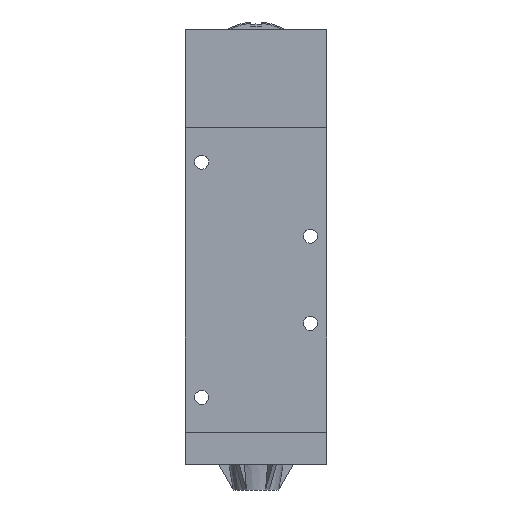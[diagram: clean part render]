
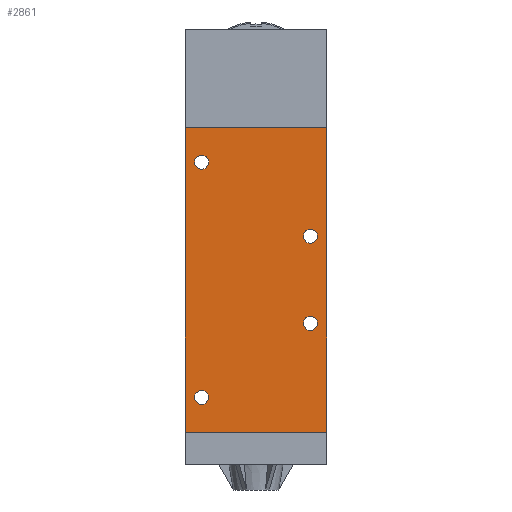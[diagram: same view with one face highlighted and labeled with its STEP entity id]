
A CAD part, front view. The second image highlights one B-rep face of the part: STEP entity #2861.
In plain terms, the highlighted planar face has unit normal (0, -1, 0).
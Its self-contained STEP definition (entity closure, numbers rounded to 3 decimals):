
#2138=CARTESIAN_POINT('',(-21.75,-22.5,54.0));
#2139=VERTEX_POINT('',#2138);
#2140=CARTESIAN_POINT('',(-25.0,-22.5,54.0));
#2141=DIRECTION('',(0.0,1.0,0.0));
#2142=DIRECTION('',(-1.0,0.0,0.0));
#2143=AXIS2_PLACEMENT_3D('',#2140,#2141,#2142);
#2144=CIRCLE('',#2143,3.25);
#2145=EDGE_CURVE('',#2139,#2139,#2144,.T.);
#2166=CARTESIAN_POINT('',(-21.75,-22.5,-54.0));
#2167=VERTEX_POINT('',#2166);
#2168=CARTESIAN_POINT('',(-25.0,-22.5,-54.0));
#2169=DIRECTION('',(0.0,1.0,0.0));
#2170=DIRECTION('',(-1.0,0.0,0.0));
#2171=AXIS2_PLACEMENT_3D('',#2168,#2169,#2170);
#2172=CIRCLE('',#2171,3.25);
#2173=EDGE_CURVE('',#2167,#2167,#2172,.T.);
#2194=CARTESIAN_POINT('',(28.25,-22.5,-20.0));
#2195=VERTEX_POINT('',#2194);
#2196=CARTESIAN_POINT('',(25.0,-22.5,-20.0));
#2197=DIRECTION('',(0.0,1.0,0.0));
#2198=DIRECTION('',(-1.0,0.0,0.0));
#2199=AXIS2_PLACEMENT_3D('',#2196,#2197,#2198);
#2200=CIRCLE('',#2199,3.25);
#2201=EDGE_CURVE('',#2195,#2195,#2200,.T.);
#2222=CARTESIAN_POINT('',(28.25,-22.5,20.0));
#2223=VERTEX_POINT('',#2222);
#2224=CARTESIAN_POINT('',(25.0,-22.5,20.0));
#2225=DIRECTION('',(0.0,1.0,0.0));
#2226=DIRECTION('',(-1.0,0.0,0.0));
#2227=AXIS2_PLACEMENT_3D('',#2224,#2225,#2226);
#2228=CIRCLE('',#2227,3.25);
#2229=EDGE_CURVE('',#2223,#2223,#2228,.T.);
#2747=CARTESIAN_POINT('',(-32.5,-22.5,-70.0));
#2748=VERTEX_POINT('',#2747);
#2763=CARTESIAN_POINT('',(32.5,-22.5,-70.0));
#2764=VERTEX_POINT('',#2763);
#2771=CARTESIAN_POINT('',(-32.5,-22.5,-70.0));
#2772=DIRECTION('',(1.0,0.0,0.0));
#2773=VECTOR('',#2772,65.0);
#2774=LINE('',#2771,#2773);
#2775=EDGE_CURVE('',#2748,#2764,#2774,.T.);
#2793=CARTESIAN_POINT('',(32.5,-22.5,70.0));
#2794=VERTEX_POINT('',#2793);
#2801=CARTESIAN_POINT('',(32.5,-22.5,70.0));
#2802=DIRECTION('',(0.0,0.0,-1.0));
#2803=VECTOR('',#2802,140.0);
#2804=LINE('',#2801,#2803);
#2805=EDGE_CURVE('',#2794,#2764,#2804,.T.);
#2826=CARTESIAN_POINT('',(32.5,-22.5,0.0));
#2827=DIRECTION('',(0.0,-1.0,0.0));
#2828=DIRECTION('',(0.0,0.0,-1.0));
#2829=AXIS2_PLACEMENT_3D('',#2826,#2827,#2828);
#2830=PLANE('',#2829);
#2831=CARTESIAN_POINT('',(-32.5,-22.5,70.0));
#2832=VERTEX_POINT('',#2831);
#2833=CARTESIAN_POINT('',(32.5,-22.5,70.0));
#2834=DIRECTION('',(-1.0,0.0,0.0));
#2835=VECTOR('',#2834,65.0);
#2836=LINE('',#2833,#2835);
#2837=EDGE_CURVE('',#2794,#2832,#2836,.T.);
#2838=ORIENTED_EDGE('',*,*,#2837,.T.);
#2839=CARTESIAN_POINT('',(-32.5,-22.5,70.0));
#2840=DIRECTION('',(0.0,0.0,-1.0));
#2841=VECTOR('',#2840,140.0);
#2842=LINE('',#2839,#2841);
#2843=EDGE_CURVE('',#2832,#2748,#2842,.T.);
#2844=ORIENTED_EDGE('',*,*,#2843,.T.);
#2845=ORIENTED_EDGE('',*,*,#2775,.T.);
#2846=ORIENTED_EDGE('',*,*,#2805,.F.);
#2847=EDGE_LOOP('',(#2838,#2844,#2845,#2846));
#2848=FACE_OUTER_BOUND('',#2847,.T.);
#2849=ORIENTED_EDGE('',*,*,#2145,.T.);
#2850=EDGE_LOOP('',(#2849));
#2851=FACE_BOUND('',#2850,.T.);
#2852=ORIENTED_EDGE('',*,*,#2173,.T.);
#2853=EDGE_LOOP('',(#2852));
#2854=FACE_BOUND('',#2853,.T.);
#2855=ORIENTED_EDGE('',*,*,#2201,.T.);
#2856=EDGE_LOOP('',(#2855));
#2857=FACE_BOUND('',#2856,.T.);
#2858=ORIENTED_EDGE('',*,*,#2229,.T.);
#2859=EDGE_LOOP('',(#2858));
#2860=FACE_BOUND('',#2859,.T.);
#2861=ADVANCED_FACE('',(#2848,#2851,#2854,#2857,#2860),#2830,.T.);
